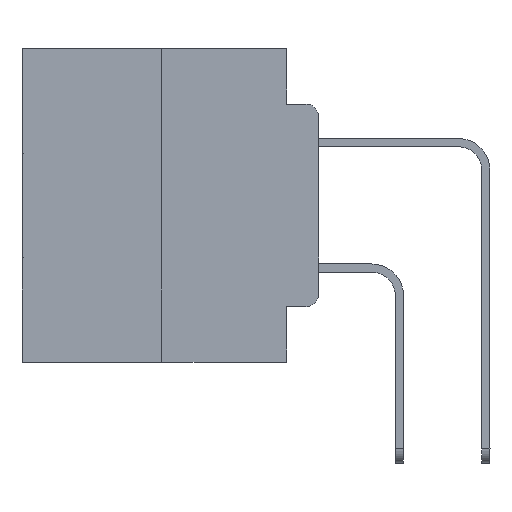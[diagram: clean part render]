
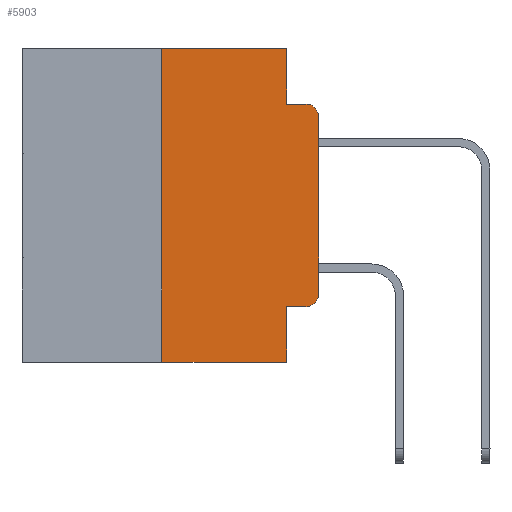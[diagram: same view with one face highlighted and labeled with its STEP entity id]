
A CAD part, left-side view. The second image highlights one B-rep face of the part: STEP entity #5903.
In plain terms, the highlighted planar face has unit normal (-1, 0, 0).
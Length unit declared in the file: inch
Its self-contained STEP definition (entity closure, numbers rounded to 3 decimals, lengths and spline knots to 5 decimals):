
#403 = DIRECTION ( 'NONE',  ( 0., -1., 0. ) ) ;
#767 = DIRECTION ( 'NONE',  ( 0., -1., 0. ) ) ;
#939 = ORIENTED_EDGE ( 'NONE', *, *, #4730, .F. ) ;
#1131 = EDGE_CURVE ( 'NONE', #10310, #25697, #15146, .T. ) ;
#1300 = CARTESIAN_POINT ( 'NONE',  ( 0., 0.25, 0. ) ) ;
#1557 = VECTOR ( 'NONE', #767, 39.37008 ) ;
#1908 = VECTOR ( 'NONE', #7538, 39.37008 ) ;
#2470 = EDGE_CURVE ( 'NONE', #12166, #14296, #4103, .T. ) ;
#3395 = DIRECTION ( 'NONE',  ( 0., 0., -1. ) ) ;
#3619 = EDGE_CURVE ( 'NONE', #10310, #5078, #14533, .T. ) ;
#3944 = CARTESIAN_POINT ( 'NONE',  ( 0., 0.051, -0.0885 ) ) ;
#4103 = CIRCLE ( 'NONE', #28348, 0.02 ) ;
#4392 = DIRECTION ( 'NONE',  ( 0., 0., -1. ) ) ;
#4621 = CARTESIAN_POINT ( 'NONE',  ( 0., 0., -0.1085 ) ) ;
#4730 = EDGE_CURVE ( 'NONE', #9751, #5078, #12571, .T. ) ;
#5078 = VERTEX_POINT ( 'NONE', #24970 ) ;
#5084 = ORIENTED_EDGE ( 'NONE', *, *, #24112, .T. ) ;
#5147 = FACE_OUTER_BOUND ( 'NONE', #5781, .T. ) ;
#5781 = EDGE_LOOP ( 'NONE', ( #22028, #16016, #23347, #19767, #20977, #15415, #18970, #939, #5084, #9118 ) ) ;
#5782 = VECTOR ( 'NONE', #403, 39.37008 ) ;
#5891 = CARTESIAN_POINT ( 'NONE',  ( 0., 0., 0. ) ) ;
#5903 = ADVANCED_FACE ( 'NONE', ( #5147 ), #18718, .F. ) ;
#6296 = VECTOR ( 'NONE', #17495, 39.37008 ) ;
#6579 = LINE ( 'NONE', #24404, #14971 ) ;
#7014 = VERTEX_POINT ( 'NONE', #26512 ) ;
#7416 = CARTESIAN_POINT ( 'NONE',  ( 0., 0.02, -0.1085 ) ) ;
#7475 = VERTEX_POINT ( 'NONE', #12690 ) ;
#7538 = DIRECTION ( 'NONE',  ( 0., -1., 0. ) ) ;
#7600 = CIRCLE ( 'NONE', #10392, 0.02 ) ;
#8457 = CARTESIAN_POINT ( 'NONE',  ( 0., 0.25, 0. ) ) ;
#8835 = CARTESIAN_POINT ( 'NONE',  ( 0., 0.051, -0.4115 ) ) ;
#9118 = ORIENTED_EDGE ( 'NONE', *, *, #23365, .T. ) ;
#9322 = DIRECTION ( 'NONE',  ( -1., 0., 0. ) ) ;
#9391 = LINE ( 'NONE', #15924, #1557 ) ;
#9751 = VERTEX_POINT ( 'NONE', #8835 ) ;
#9885 = CARTESIAN_POINT ( 'NONE',  ( 0., 0.473, -0.5 ) ) ;
#10039 = VERTEX_POINT ( 'NONE', #16695 ) ;
#10310 = VERTEX_POINT ( 'NONE', #18539 ) ;
#10392 = AXIS2_PLACEMENT_3D ( 'NONE', #11007, #10853, #23851 ) ;
#10853 = DIRECTION ( 'NONE',  ( -1., 0., 0. ) ) ;
#11007 = CARTESIAN_POINT ( 'NONE',  ( 0., 0.02, -0.3915 ) ) ;
#12166 = VERTEX_POINT ( 'NONE', #4621 ) ;
#12571 = LINE ( 'NONE', #21480, #28230 ) ;
#12690 = CARTESIAN_POINT ( 'NONE',  ( 0., 0.051, 0. ) ) ;
#12855 = DIRECTION ( 'NONE',  ( 0., 0., -1. ) ) ;
#13978 = EDGE_CURVE ( 'NONE', #28420, #12166, #25188, .T. ) ;
#14296 = VERTEX_POINT ( 'NONE', #16365 ) ;
#14533 = LINE ( 'NONE', #9885, #1908 ) ;
#14971 = VECTOR ( 'NONE', #4392, 39.37008 ) ;
#15146 = LINE ( 'NONE', #8457, #6296 ) ;
#15415 = ORIENTED_EDGE ( 'NONE', *, *, #1131, .F. ) ;
#15924 = CARTESIAN_POINT ( 'NONE',  ( 0., 0.473, 0. ) ) ;
#16016 = ORIENTED_EDGE ( 'NONE', *, *, #2470, .T. ) ;
#16365 = CARTESIAN_POINT ( 'NONE',  ( 0., 0.02, -0.0885 ) ) ;
#16695 = CARTESIAN_POINT ( 'NONE',  ( 0., 0.051, -0.0885 ) ) ;
#17495 = DIRECTION ( 'NONE',  ( 0., 0., 1. ) ) ;
#17683 = VECTOR ( 'NONE', #21623, 39.37008 ) ;
#17929 = DIRECTION ( 'NONE',  ( 0., 0., -1. ) ) ;
#18539 = CARTESIAN_POINT ( 'NONE',  ( 0., 0.25, -0.5 ) ) ;
#18718 = PLANE ( 'NONE',  #28111 ) ;
#18970 = ORIENTED_EDGE ( 'NONE', *, *, #3619, .T. ) ;
#19037 = DIRECTION ( 'NONE',  ( 0., 0., 1. ) ) ;
#19767 = ORIENTED_EDGE ( 'NONE', *, *, #22194, .F. ) ;
#20538 = EDGE_CURVE ( 'NONE', #10039, #14296, #21201, .T. ) ;
#20977 = ORIENTED_EDGE ( 'NONE', *, *, #23611, .F. ) ;
#21201 = LINE ( 'NONE', #3944, #17683 ) ;
#21480 = CARTESIAN_POINT ( 'NONE',  ( 0., 0.051, 0. ) ) ;
#21623 = DIRECTION ( 'NONE',  ( 0., -1., 0. ) ) ;
#22028 = ORIENTED_EDGE ( 'NONE', *, *, #13978, .T. ) ;
#22194 = EDGE_CURVE ( 'NONE', #7475, #10039, #6579, .T. ) ;
#22474 = LINE ( 'NONE', #27560, #5782 ) ;
#22574 = VECTOR ( 'NONE', #19037, 39.37008 ) ;
#23347 = ORIENTED_EDGE ( 'NONE', *, *, #20538, .F. ) ;
#23365 = EDGE_CURVE ( 'NONE', #7014, #28420, #7600, .T. ) ;
#23382 = DIRECTION ( 'NONE',  ( 1., 0., 0. ) ) ;
#23611 = EDGE_CURVE ( 'NONE', #25697, #7475, #9391, .T. ) ;
#23851 = DIRECTION ( 'NONE',  ( 0., 0., -1. ) ) ;
#24112 = EDGE_CURVE ( 'NONE', #9751, #7014, #22474, .T. ) ;
#24404 = CARTESIAN_POINT ( 'NONE',  ( 0., 0.051, 0. ) ) ;
#24970 = CARTESIAN_POINT ( 'NONE',  ( 0., 0.051, -0.5 ) ) ;
#25188 = LINE ( 'NONE', #5891, #22574 ) ;
#25697 = VERTEX_POINT ( 'NONE', #1300 ) ;
#26512 = CARTESIAN_POINT ( 'NONE',  ( 0., 0.02, -0.4115 ) ) ;
#27472 = CARTESIAN_POINT ( 'NONE',  ( 0., 0.473, 0. ) ) ;
#27519 = CARTESIAN_POINT ( 'NONE',  ( 0., 0., -0.3915 ) ) ;
#27560 = CARTESIAN_POINT ( 'NONE',  ( 0., 0.051, -0.4115 ) ) ;
#28111 = AXIS2_PLACEMENT_3D ( 'NONE', #27472, #23382, #3395 ) ;
#28230 = VECTOR ( 'NONE', #12855, 39.37008 ) ;
#28348 = AXIS2_PLACEMENT_3D ( 'NONE', #7416, #9322, #17929 ) ;
#28420 = VERTEX_POINT ( 'NONE', #27519 ) ;
